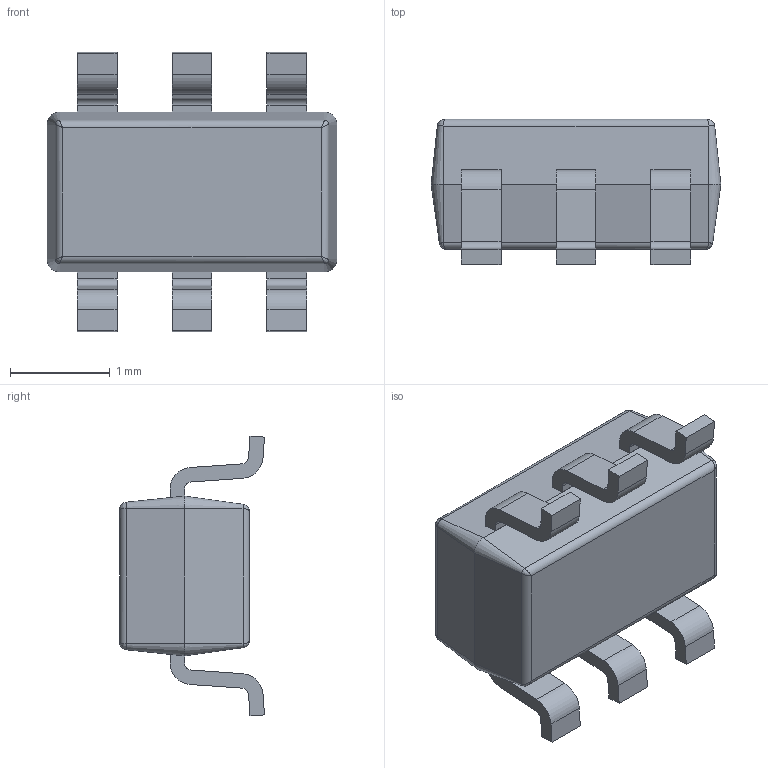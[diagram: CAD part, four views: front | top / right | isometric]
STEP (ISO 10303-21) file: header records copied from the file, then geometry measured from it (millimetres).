
FILE_DESCRIPTION (( 'STEP AP214' ), '1' );
FILE_NAME ('MT3608.STEP', '2020-01-08T07:02:03', ( '' ), ( '' ), 'SwSTEP 2.0', 'SolidWorks 2017', '' );
FILE_SCHEMA (( 'AUTOMOTIVE_DESIGN' ));
Length unit declared in the file: millimetre
Products named in the file (1): MT3608
Bounding box: 2.9 x 1.45 x 2.8 mm (x, y, z)
Volume: 6 mm3; surface area: 27.4 mm2
Topology: 7 solids, 7 shells, 118 faces, 288 edges, 176 vertices
Faces by surface type: plane 70, cylinder 32, cone 8, bspline 8
Entity records: 4580 total; most frequent: CARTESIAN_POINT 1799, ORIENTED_EDGE 560, DIRECTION 530, EDGE_CURVE 280, LINE 204, VECTOR 204, VERTEX_POINT 176, AXIS2_PLACEMENT_3D 163
